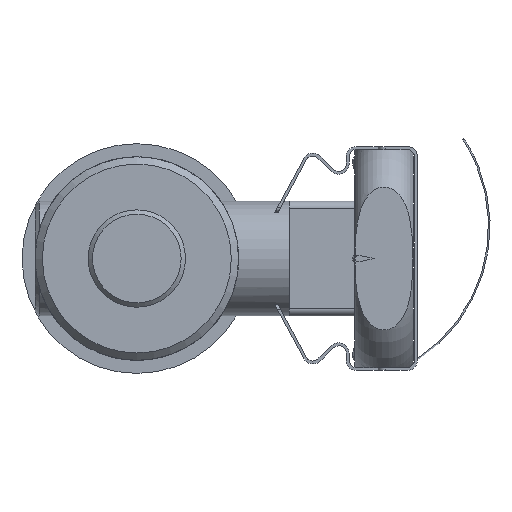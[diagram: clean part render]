
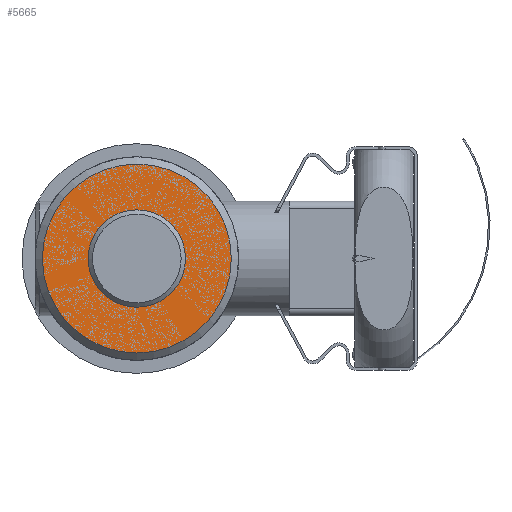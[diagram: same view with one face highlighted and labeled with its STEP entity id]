
A CAD part, front view. The second image highlights one B-rep face of the part: STEP entity #5665.
In plain terms, the highlighted planar face has unit normal (0, -1, 0).
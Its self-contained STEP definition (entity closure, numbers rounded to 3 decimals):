
#5645 = EDGE_CURVE('',#5646,#5646,#5648,.T.);
#5646 = VERTEX_POINT('',#5647);
#5647 = CARTESIAN_POINT('',(-12.6,-6.5,0.));
#5648 = CIRCLE('',#5649,6.5);
#5649 = AXIS2_PLACEMENT_3D('',#5650,#5651,#5652);
#5650 = CARTESIAN_POINT('',(-19.1,-6.5,0.));
#5651 = DIRECTION('',(0.,-1.,0.));
#5652 = DIRECTION('',(1.,0.,0.));
#5665 = ADVANCED_FACE('',(#5666,#5677),#5680,.F.);
#5666 = FACE_BOUND('',#5667,.T.);
#5667 = EDGE_LOOP('',(#5668));
#5668 = ORIENTED_EDGE('',*,*,#5669,.F.);
#5669 = EDGE_CURVE('',#5670,#5670,#5672,.T.);
#5670 = VERTEX_POINT('',#5671);
#5671 = CARTESIAN_POINT('',(-15.75,-6.5,0.));
#5672 = CIRCLE('',#5673,3.35);
#5673 = AXIS2_PLACEMENT_3D('',#5674,#5675,#5676);
#5674 = CARTESIAN_POINT('',(-19.1,-6.5,0.));
#5675 = DIRECTION('',(0.,-1.,0.));
#5676 = DIRECTION('',(1.,0.,0.));
#5677 = FACE_BOUND('',#5678,.T.);
#5678 = EDGE_LOOP('',(#5679));
#5679 = ORIENTED_EDGE('',*,*,#5645,.T.);
#5680 = PLANE('',#5681);
#5681 = AXIS2_PLACEMENT_3D('',#5682,#5683,#5684);
#5682 = CARTESIAN_POINT('',(-19.1,-6.5,6.5));
#5683 = DIRECTION('',(0.,1.,0.));
#5684 = DIRECTION('',(-1.,0.,0.));
